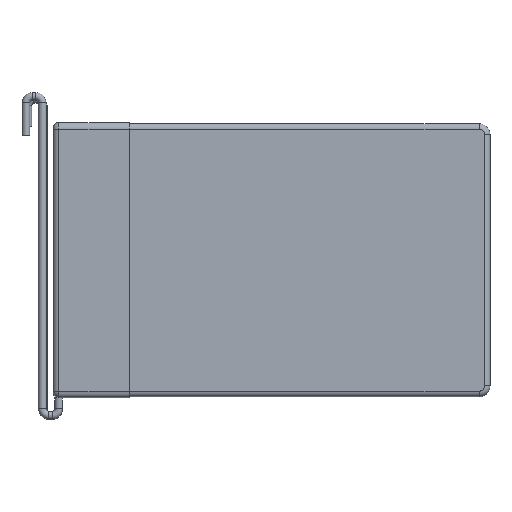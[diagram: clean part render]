
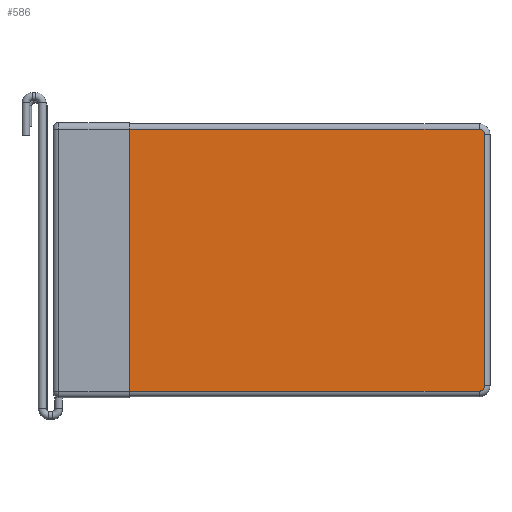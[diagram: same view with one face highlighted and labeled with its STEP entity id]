
A CAD part, top view. The second image highlights one B-rep face of the part: STEP entity #586.
In plain terms, the highlighted planar face has unit normal (0, 0, 1).
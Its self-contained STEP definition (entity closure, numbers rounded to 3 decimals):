
#191 = VERTEX_POINT('',#192);
#192 = CARTESIAN_POINT('',(-13.,12.,2.5));
#242 = VERTEX_POINT('',#243);
#243 = CARTESIAN_POINT('',(-13.,-12.,2.5));
#250 = EDGE_CURVE('',#242,#191,#251,.T.);
#251 = LINE('',#252,#253);
#252 = CARTESIAN_POINT('',(-13.,0.,2.5));
#253 = VECTOR('',#254,1.);
#254 = DIRECTION('',(0.,1.,0.));
#558 = EDGE_CURVE('',#191,#559,#561,.T.);
#559 = VERTEX_POINT('',#560);
#560 = CARTESIAN_POINT('',(19.,12.,2.5));
#561 = LINE('',#562,#563);
#562 = CARTESIAN_POINT('',(-20.,12.,2.5));
#563 = VECTOR('',#564,1.);
#564 = DIRECTION('',(1.,0.,0.));
#586 = ADVANCED_FACE('',(#587),#623,.T.);
#587 = FACE_BOUND('',#588,.T.);
#588 = EDGE_LOOP('',(#589,#590,#598,#607,#615,#622));
#589 = ORIENTED_EDGE('',*,*,#250,.F.);
#590 = ORIENTED_EDGE('',*,*,#591,.F.);
#591 = EDGE_CURVE('',#592,#242,#594,.T.);
#592 = VERTEX_POINT('',#593);
#593 = CARTESIAN_POINT('',(19.,-12.,2.5));
#594 = LINE('',#595,#596);
#595 = CARTESIAN_POINT('',(19.,-12.,2.5));
#596 = VECTOR('',#597,1.);
#597 = DIRECTION('',(-1.,0.,0.));
#598 = ORIENTED_EDGE('',*,*,#599,.F.);
#599 = EDGE_CURVE('',#600,#592,#602,.T.);
#600 = VERTEX_POINT('',#601);
#601 = CARTESIAN_POINT('',(19.5,-11.5,2.5));
#602 = CIRCLE('',#603,0.5);
#603 = AXIS2_PLACEMENT_3D('',#604,#605,#606);
#604 = CARTESIAN_POINT('',(19.,-11.5,2.5));
#605 = DIRECTION('',(0.,0.,-1.));
#606 = DIRECTION('',(1.,0.,0.));
#607 = ORIENTED_EDGE('',*,*,#608,.F.);
#608 = EDGE_CURVE('',#609,#600,#611,.T.);
#609 = VERTEX_POINT('',#610);
#610 = CARTESIAN_POINT('',(19.5,11.5,2.5));
#611 = LINE('',#612,#613);
#612 = CARTESIAN_POINT('',(19.5,11.5,2.5));
#613 = VECTOR('',#614,1.);
#614 = DIRECTION('',(0.,-1.,0.));
#615 = ORIENTED_EDGE('',*,*,#616,.F.);
#616 = EDGE_CURVE('',#559,#609,#617,.T.);
#617 = CIRCLE('',#618,0.5);
#618 = AXIS2_PLACEMENT_3D('',#619,#620,#621);
#619 = CARTESIAN_POINT('',(19.,11.5,2.5));
#620 = DIRECTION('',(0.,0.,-1.));
#621 = DIRECTION('',(0.,1.,0.));
#622 = ORIENTED_EDGE('',*,*,#558,.F.);
#623 = PLANE('',#624);
#624 = AXIS2_PLACEMENT_3D('',#625,#626,#627);
#625 = CARTESIAN_POINT('',(0.,0.,2.5));
#626 = DIRECTION('',(0.,0.,1.));
#627 = DIRECTION('',(1.,0.,0.));
